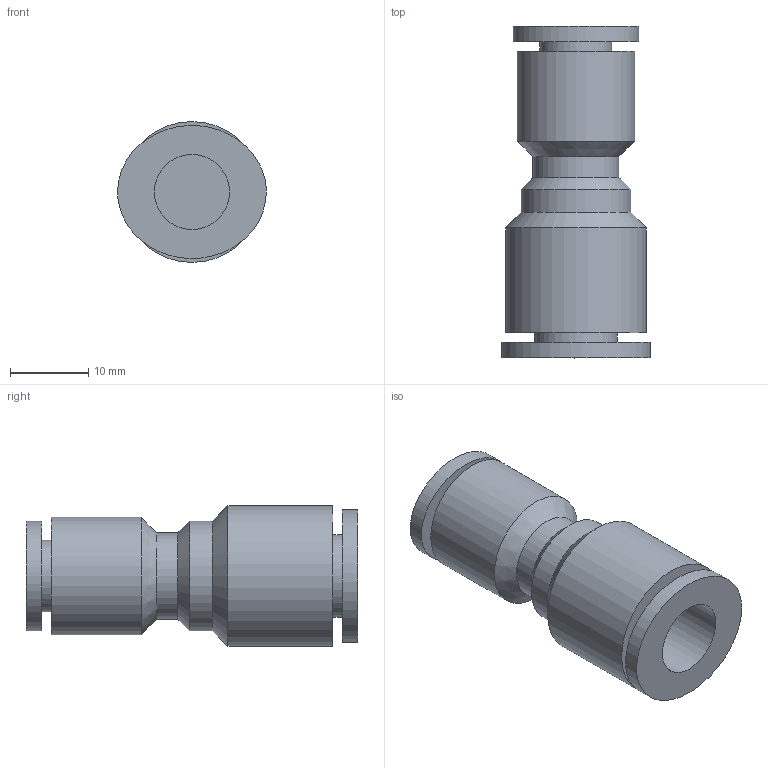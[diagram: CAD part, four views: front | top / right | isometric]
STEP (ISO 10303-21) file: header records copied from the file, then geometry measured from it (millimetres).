
FILE_DESCRIPTION(/* description */ ('Unknown'),/* implementation_level */ '2;1');
FILE_NAME(/* name */ 'P3.3;8.5;16',/* time_stamp */ '2018-10-29T10:17:57-04:00',/* author */ ('Unknown'),/* organization */ ('Unknown'),/* preprocessor_version */ 'ST-DEVELOPER v16.7',/* originating_system */ 'DEX',/* authorisation */ $);
FILE_SCHEMA (('AUTOMOTIVE_DESIGN {1 0 10303 214 3 1 1}'));
Length unit declared in the file: millimetre
Products named in the file (1): P3.3;8.5;16
Bounding box: 18.99 x 42.4 x 18 mm (x, y, z)
Volume: 6544.1 mm3; surface area: 3795.6 mm2
Topology: 1 solids, 1 shells, 21 faces, 37 edges, 24 vertices
Faces by surface type: cylinder 8, plane 8, cone 3, bspline 2
Full cylindrical faces by diameter (mm): 8.2 x1, 9.2 x1, 9.6 x1, 10.6 x1, 11 x1, 14 x1, 15 x1, 18 x1
Entity records: 496 total; most frequent: CARTESIAN_POINT 120, DIRECTION 80, ORIENTED_EDGE 40, EDGE_LOOP 40, FACE_BOUND 40, AXIS2_PLACEMENT_3D 40, ADVANCED_FACE 21, EDGE_CURVE 20
